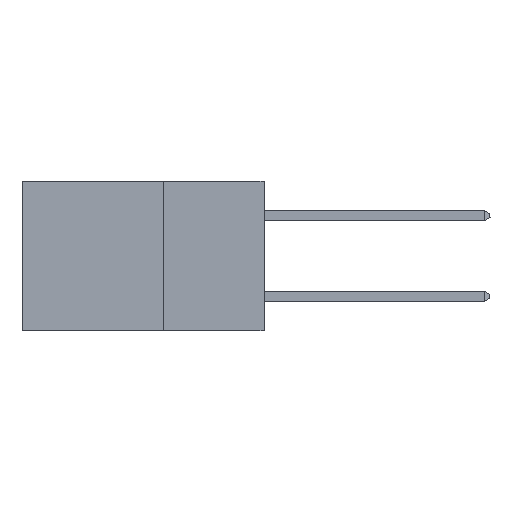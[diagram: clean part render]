
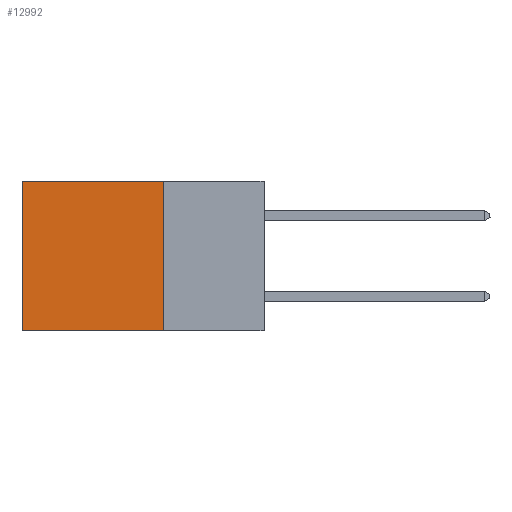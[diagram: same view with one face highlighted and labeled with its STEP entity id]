
A CAD part, left-side view. The second image highlights one B-rep face of the part: STEP entity #12992.
In plain terms, the highlighted planar face has unit normal (-1, 0, 0).
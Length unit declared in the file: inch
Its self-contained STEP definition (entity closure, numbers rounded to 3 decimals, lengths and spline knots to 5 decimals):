
#458 = ORIENTED_EDGE ( 'NONE', *, *, #2927, .F. ) ;
#923 = CARTESIAN_POINT ( 'NONE',  ( 0.298, 0.25, 0. ) ) ;
#2432 = CARTESIAN_POINT ( 'NONE',  ( 0.298, 0.25, -0.37 ) ) ;
#2927 = EDGE_CURVE ( 'NONE', #12595, #13492, #11757, .T. ) ;
#3327 = VECTOR ( 'NONE', #18588, 39.37008 ) ;
#3754 = VECTOR ( 'NONE', #11194, 39.37008 ) ;
#4328 = AXIS2_PLACEMENT_3D ( 'NONE', #7363, #17612, #10344 ) ;
#5547 = ORIENTED_EDGE ( 'NONE', *, *, #9045, .T. ) ;
#6192 = PLANE ( 'NONE',  #4328 ) ;
#6375 = LINE ( 'NONE', #10834, #15789 ) ;
#7363 = CARTESIAN_POINT ( 'NONE',  ( 0.298, 0.25, 0. ) ) ;
#7586 = CARTESIAN_POINT ( 'NONE',  ( 0.298, 0.25, 0. ) ) ;
#7914 = ORIENTED_EDGE ( 'NONE', *, *, #16960, .T. ) ;
#9045 = EDGE_CURVE ( 'NONE', #12396, #14894, #6375, .T. ) ;
#9408 = DIRECTION ( 'NONE',  ( 0., 0., -1. ) ) ;
#9445 = VECTOR ( 'NONE', #16431, 39.37008 ) ;
#9619 = CARTESIAN_POINT ( 'NONE',  ( 0.298, 0.6, -0.37 ) ) ;
#10258 = EDGE_CURVE ( 'NONE', #13492, #14894, #15033, .T. ) ;
#10344 = DIRECTION ( 'NONE',  ( 0., 0., -1. ) ) ;
#10701 = CARTESIAN_POINT ( 'NONE',  ( 0.298, 0.25, 0. ) ) ;
#10834 = CARTESIAN_POINT ( 'NONE',  ( 0.298, 0.6, 0. ) ) ;
#10897 = CARTESIAN_POINT ( 'NONE',  ( 0.298, 0.6, 0. ) ) ;
#11194 = DIRECTION ( 'NONE',  ( 0., 1., 0. ) ) ;
#11757 = LINE ( 'NONE', #10701, #9445 ) ;
#12396 = VERTEX_POINT ( 'NONE', #10897 ) ;
#12595 = VERTEX_POINT ( 'NONE', #7586 ) ;
#12992 = ADVANCED_FACE ( 'NONE', ( #13962 ), #6192, .F. ) ;
#13204 = LINE ( 'NONE', #923, #3754 ) ;
#13492 = VERTEX_POINT ( 'NONE', #2432 ) ;
#13962 = FACE_OUTER_BOUND ( 'NONE', #17439, .T. ) ;
#14894 = VERTEX_POINT ( 'NONE', #9619 ) ;
#15033 = LINE ( 'NONE', #17245, #3327 ) ;
#15789 = VECTOR ( 'NONE', #9408, 39.37008 ) ;
#16431 = DIRECTION ( 'NONE',  ( 0., 0., -1. ) ) ;
#16899 = ORIENTED_EDGE ( 'NONE', *, *, #10258, .F. ) ;
#16960 = EDGE_CURVE ( 'NONE', #12595, #12396, #13204, .T. ) ;
#17245 = CARTESIAN_POINT ( 'NONE',  ( 0.298, 0.25, -0.37 ) ) ;
#17439 = EDGE_LOOP ( 'NONE', ( #5547, #16899, #458, #7914 ) ) ;
#17612 = DIRECTION ( 'NONE',  ( 1., 0., 0. ) ) ;
#18588 = DIRECTION ( 'NONE',  ( 0., 1., 0. ) ) ;
